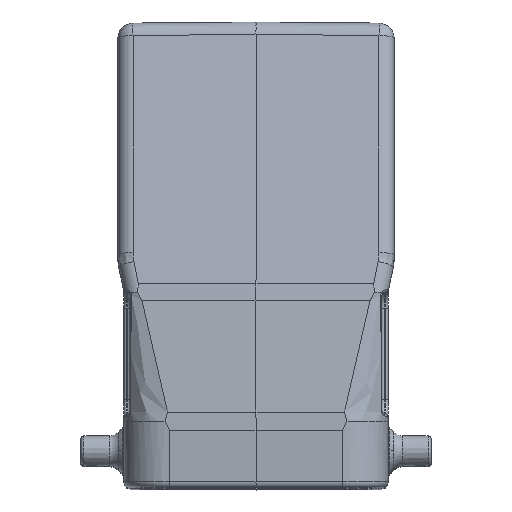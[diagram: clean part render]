
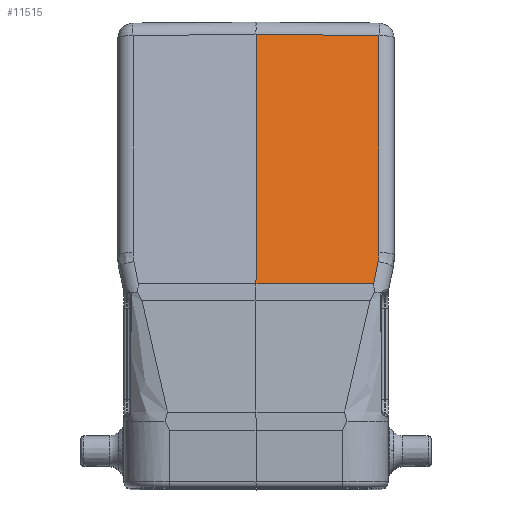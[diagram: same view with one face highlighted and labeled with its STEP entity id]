
A CAD part, top view. The second image highlights one B-rep face of the part: STEP entity #11515.
In plain terms, the highlighted planar face has unit normal (0.009, 0.19, 0.982).
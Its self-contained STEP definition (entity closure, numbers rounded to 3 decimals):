
#147=DIRECTION('',(0.,0.982,-0.19));
#148=VECTOR('',#147,41.382);
#149=CARTESIAN_POINT('',(0.,-21.241,
57.74));
#150=LINE('',#149,#148);
#151=DIRECTION('',(1.,-0.009,-0.007));
#152=VECTOR('',#151,20.023);
#153=CARTESIAN_POINT('',(0.,19.39,49.891));
#154=LINE('',#153,#152);
#155=CARTESIAN_POINT('',(20.022,-16.12,56.573));
#156=CARTESIAN_POINT('',(20.022,-16.614,56.669));
#157=CARTESIAN_POINT('',(19.973,-17.107,56.764));
#158=CARTESIAN_POINT('',(19.876,-17.591,56.859));
#160=DIRECTION('',(-0.193,-0.963,0.188));
#161=VECTOR('',#160,3.79);
#162=CARTESIAN_POINT('',(19.876,-17.591,56.859));
#163=LINE('',#162,#161);
#164=DIRECTION('',(-1.,0.,0.009));
#165=VECTOR('',#164,19.147);
#166=CARTESIAN_POINT('',(19.146,-21.241,57.57));
#167=LINE('',#166,#165);
#2551=DIRECTION('',(0.,0.982,-0.19));
#2552=VECTOR('',#2551,35.988);
#2553=CARTESIAN_POINT('',(20.022,-16.12,56.573));
#2554=LINE('',#2553,#2552);
#9397=CARTESIAN_POINT('',(19.876,-17.591,56.859));
#9398=CARTESIAN_POINT('',(19.146,-21.241,57.57));
#9399=VERTEX_POINT('',#9397);
#9400=VERTEX_POINT('',#9398);
#9404=CARTESIAN_POINT('',(0.,-21.241,
57.74));
#9405=CARTESIAN_POINT('',(0.,19.39,49.891));
#9406=VERTEX_POINT('',#9404);
#9407=VERTEX_POINT('',#9405);
#9408=CARTESIAN_POINT('',(20.022,19.215,49.747));
#9409=VERTEX_POINT('',#9408);
#9410=CARTESIAN_POINT('',(20.022,-16.12,56.573));
#9411=VERTEX_POINT('',#9410);
#11497=CARTESIAN_POINT('',(0.,-22.585,58.));
#11498=DIRECTION('',(0.009,0.19,0.982));
#11499=DIRECTION('',(0.,-0.982,0.19));
#11500=AXIS2_PLACEMENT_3D('',#11497,#11498,#11499);
#11501=PLANE('',#11500);
#11503=ORIENTED_EDGE('',*,*,#11502,.T.);
#11505=ORIENTED_EDGE('',*,*,#11504,.T.);
#11507=ORIENTED_EDGE('',*,*,#11506,.F.);
#11509=ORIENTED_EDGE('',*,*,#11508,.T.);
#11510=ORIENTED_EDGE('',*,*,#11481,.T.);
#11512=ORIENTED_EDGE('',*,*,#11511,.T.);
#11513=EDGE_LOOP('',(#11503,#11505,#11507,#11509,#11510,#11512));
#11514=FACE_OUTER_BOUND('',#11513,.F.);
#11515=ADVANCED_FACE('',(#11514),#11501,.T.);
#159=B_SPLINE_CURVE_WITH_KNOTS('',3,(#155,#156,#157,#158),.UNSPECIFIED.,.F.,.F.,
(4,4),(0.,1.),.UNSPECIFIED.);
#11481=EDGE_CURVE('',#9399,#9400,#163,.T.);
#11502=EDGE_CURVE('',#9406,#9407,#150,.T.);
#11504=EDGE_CURVE('',#9407,#9409,#154,.T.);
#11506=EDGE_CURVE('',#9411,#9409,#2554,.T.);
#11508=EDGE_CURVE('',#9411,#9399,#159,.T.);
#11511=EDGE_CURVE('',#9400,#9406,#167,.T.);
